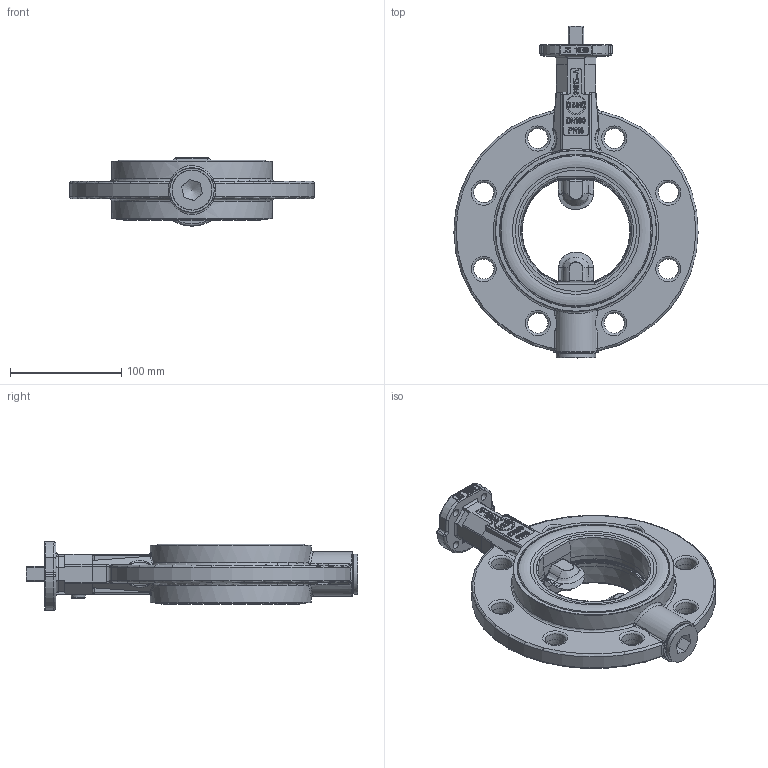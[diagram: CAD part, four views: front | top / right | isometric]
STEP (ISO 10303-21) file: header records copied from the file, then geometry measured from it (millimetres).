
FILE_DESCRIPTION((''),'2;1');
FILE_NAME('M015-A DN100.stp','2012-12-13T08:26:00',('hellwig'),(''),'Autodesk Inventor 2011','Autodesk Inventor 2011','');
FILE_SCHEMA(('CONFIG_CONTROL_DESIGN'));
Length unit declared in the file: millimetre
Products named in the file (1): M18243_Konturvereinfachung_1
Bounding box: 219.99 x 299 x 61.5 mm (x, y, z)
Volume: 925644.7 mm3; surface area: 174171.4 mm2
Topology: 2 solids, 12 shells, 1095 faces, 2783 edges, 1745 vertices
Faces by surface type: bspline 386, plane 347, cylinder 195, torus 100, cone 59, sphere 8
Full cylindrical faces by diameter (mm): 4 x1, 4.917 x2, 6 x1, 7 x4, 12.3 x1, 12.5 x1, 12.8 x3, 14.8 x1, 15 x1, 15.5 x1, 16 x4, 16.25 x4, 18 x3, 18.31 x1, 24.95 x3, 25 x5, 28.376 x2, 30.3 x1, 35.1 x1, 35.9 x1, 36 x1, 113.5 x2, 130 x2, 136.6 x2, 138 x2, 145 x2
Entity records: 37114 total; most frequent: CARTESIAN_POINT 13192, ORIENTED_EDGE 5154, DIRECTION 3710, EDGE_CURVE 2577, VERTEX_POINT 1707, EDGE_LOOP 1339, AXIS2_PLACEMENT_3D 1321, FACE_OUTER_BOUND 1095
